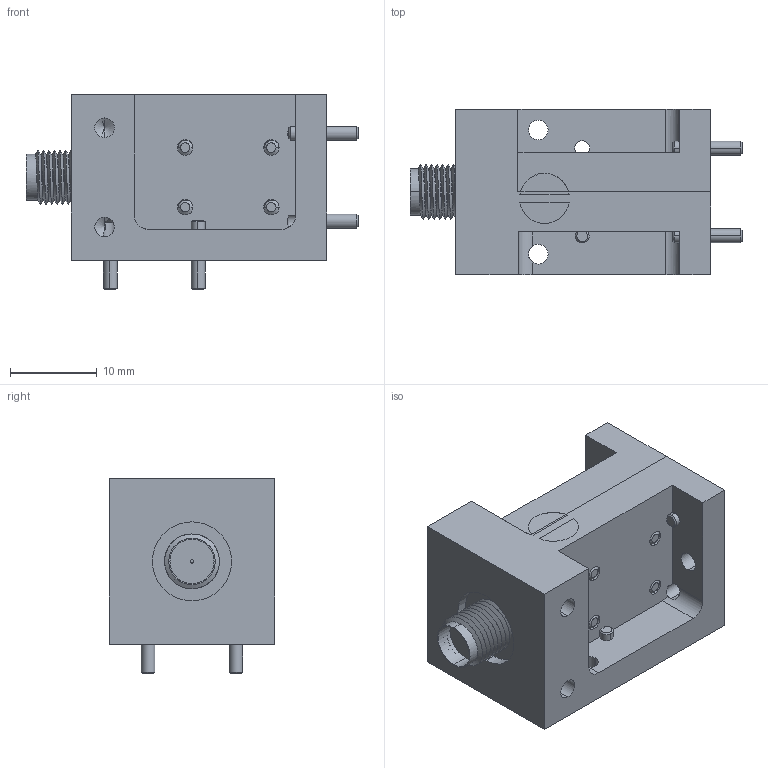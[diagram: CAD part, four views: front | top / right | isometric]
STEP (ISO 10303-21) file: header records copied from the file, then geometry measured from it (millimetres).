
FILE_DESCRIPTION (( 'STEP AP203' ), '1' );
FILE_NAME ('SFB-15-N1A.STEP', '2018-10-19T19:55:39', ( '' ), ( '' ), 'SwSTEP 2.0', 'SolidWorks 2016', '' );
FILE_SCHEMA (( 'CONFIG_CONTROL_DESIGN' ));
Length unit declared in the file: inch
Products named in the file (1): SFB-15-N1A
Bounding box: 38.19 x 19.05 x 22.42 mm (x, y, z)
Volume: 7565 mm3; surface area: 6322.2 mm2
Topology: 14 solids, 14 shells, 734 faces, 1969 edges, 1246 vertices
Faces by surface type: cylinder 413, cone 158, plane 148, bspline 15
Entity records: 30594 total; most frequent: CARTESIAN_POINT 13932, ORIENTED_EDGE 3878, DIRECTION 3104, EDGE_CURVE 1939, VERTEX_POINT 1246, AXIS2_PLACEMENT_3D 1162, EDGE_LOOP 791, VECTOR 780
